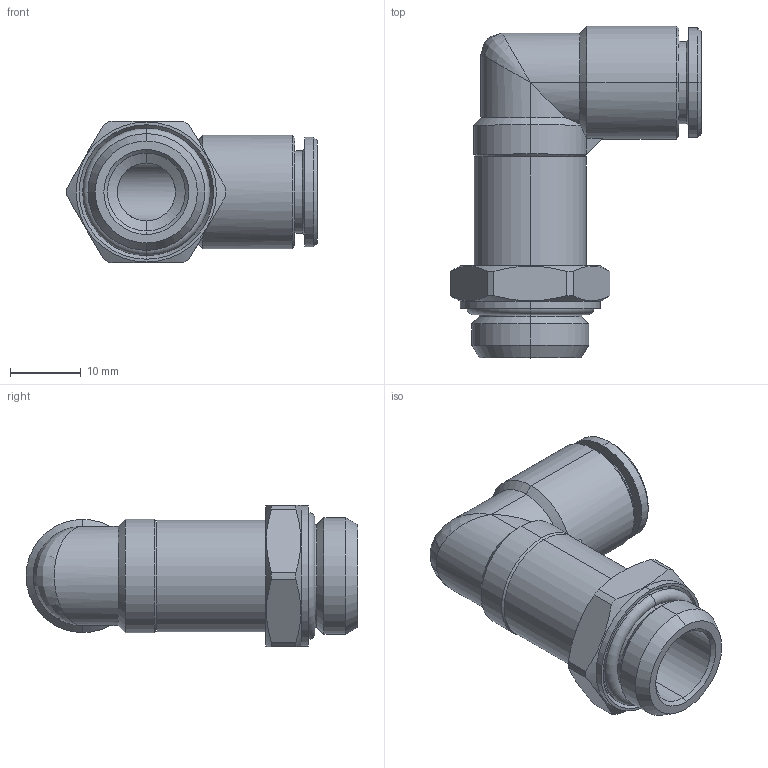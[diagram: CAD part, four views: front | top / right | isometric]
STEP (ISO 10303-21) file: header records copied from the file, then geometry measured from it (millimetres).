
FILE_DESCRIPTION (( 'STEP AP203' ), '1' );
FILE_NAME ('B0090053.STEP', '2011-03-23T16:16:09', ( 'Flavio' ), ( '' ), 'SwSTEP 2.0', 'SolidWorks 2009', '' );
FILE_SCHEMA (( 'CONFIG_CONTROL_DESIGN' ));
Length unit declared in the file: millimetre
Products named in the file (1): B0090053
Bounding box: 35.4 x 46.9 x 20 mm (x, y, z)
Volume: 7621.5 mm3; surface area: 6326.5 mm2
Topology: 2 solids, 4 shells, 108 faces, 240 edges, 144 vertices
Faces by surface type: cylinder 45, cone 32, plane 26, torus 4, bspline 1
Entity records: 3800 total; most frequent: CARTESIAN_POINT 1340, DIRECTION 526, ORIENTED_EDGE 476, EDGE_CURVE 238, AXIS2_PLACEMENT_3D 215, VERTEX_POINT 144, EDGE_LOOP 118, FACE_OUTER_BOUND 108
